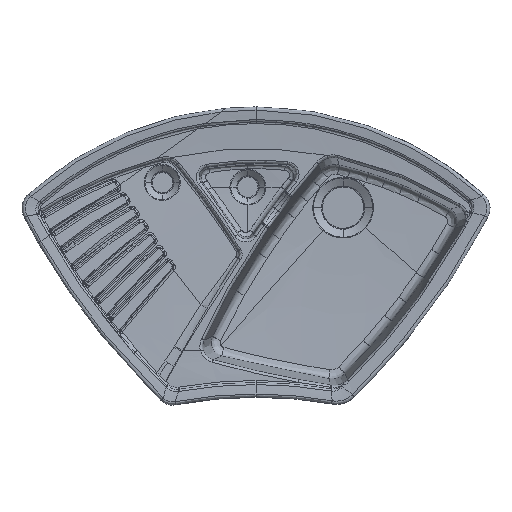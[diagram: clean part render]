
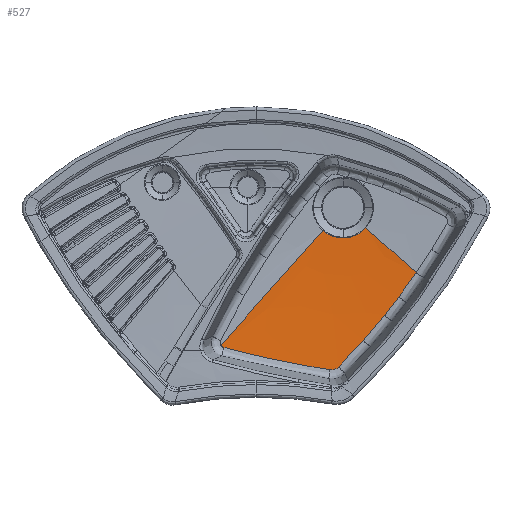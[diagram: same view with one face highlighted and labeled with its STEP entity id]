
A CAD part, top view. The second image highlights one B-rep face of the part: STEP entity #527.
In plain terms, the highlighted free-form (B-spline) face has degree [5, 2] with [6, 3] control points.
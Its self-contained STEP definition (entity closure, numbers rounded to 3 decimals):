
#527=ADVANCED_FACE('',(#2203),#1372,.T.);
#1372=B_SPLINE_SURFACE_WITH_KNOTS('',5,2,((#34779,#34780,#34781),(#34782,
#34783,#34784),(#34785,#34786,#34787),(#34788,#34789,#34790),(#34791,#34792,
#34793),(#34794,#34795,#34796)),.UNSPECIFIED.,.F.,.F.,.F.,(6,6),(3,3),(0.,
1.),(0.,1.),.UNSPECIFIED.);
#2203=FACE_OUTER_BOUND('',#3083,.T.);
#3083=EDGE_LOOP('',(#5729,#5730,#5731,#5732,#5733,#5734,#5735,#5736,#5737,
#5738,#5739,#5740,#5741));
#5729=ORIENTED_EDGE('',*,*,#11818,.T.);
#5730=ORIENTED_EDGE('',*,*,#11819,.T.);
#5731=ORIENTED_EDGE('',*,*,#11821,.T.);
#5732=ORIENTED_EDGE('',*,*,#11824,.T.);
#5733=ORIENTED_EDGE('',*,*,#11823,.T.);
#5734=ORIENTED_EDGE('',*,*,#12562,.F.);
#5735=ORIENTED_EDGE('',*,*,#12563,.F.);
#5736=ORIENTED_EDGE('',*,*,#12564,.F.);
#5737=ORIENTED_EDGE('',*,*,#12565,.F.);
#5738=ORIENTED_EDGE('',*,*,#12566,.F.);
#5739=ORIENTED_EDGE('',*,*,#12567,.F.);
#5740=ORIENTED_EDGE('',*,*,#12568,.F.);
#5741=ORIENTED_EDGE('',*,*,#12558,.T.);
#9609=VERTEX_POINT('',#23626);
#9709=VERTEX_POINT('',#25373);
#9713=VERTEX_POINT('',#25438);
#9714=VERTEX_POINT('',#25486);
#9715=VERTEX_POINT('',#25512);
#9717=VERTEX_POINT('',#25518);
#10228=VERTEX_POINT('',#34714);
#10231=VERTEX_POINT('',#34751);
#10232=VERTEX_POINT('',#34755);
#10233=VERTEX_POINT('',#34763);
#10234=VERTEX_POINT('',#34767);
#10235=VERTEX_POINT('',#34771);
#10236=VERTEX_POINT('',#34775);
#11818=EDGE_CURVE('',#9709,#9713,#14666,.T.);
#11819=EDGE_CURVE('',#9713,#9609,#14667,.T.);
#11821=EDGE_CURVE('',#9609,#9714,#14669,.T.);
#11823=EDGE_CURVE('',#9717,#9715,#14671,.T.);
#11824=EDGE_CURVE('',#9714,#9717,#14672,.T.);
#12558=EDGE_CURVE('',#10228,#9709,#15404,.T.);
#12562=EDGE_CURVE('',#10231,#9715,#15408,.T.);
#12563=EDGE_CURVE('',#10232,#10231,#15409,.T.);
#12564=EDGE_CURVE('',#10233,#10232,#15410,.T.);
#12565=EDGE_CURVE('',#10234,#10233,#15411,.T.);
#12566=EDGE_CURVE('',#10235,#10234,#15412,.T.);
#12567=EDGE_CURVE('',#10236,#10235,#15413,.T.);
#12568=EDGE_CURVE('',#10228,#10236,#15414,.T.);
#14666=B_SPLINE_CURVE_WITH_KNOTS('',3,(#25439,#25440,#25441,#25442),
 .UNSPECIFIED.,.F.,.F.,(4,4),(0.,1.),.UNSPECIFIED.);
#14667=B_SPLINE_CURVE_WITH_KNOTS('',3,(#25459,#25460,#25461,#25462),
 .UNSPECIFIED.,.F.,.F.,(4,4),(0.,1.),.UNSPECIFIED.);
#14669=B_SPLINE_CURVE_WITH_KNOTS('',2,(#25487,#25488,#25489),
 .UNSPECIFIED.,.F.,.F.,(3,3),(0.,1.),.UNSPECIFIED.);
#14671=B_SPLINE_CURVE_WITH_KNOTS('',3,(#25514,#25515,#25516,#25517),
 .UNSPECIFIED.,.F.,.F.,(4,4),(0.,1.),.UNSPECIFIED.);
#14672=B_SPLINE_CURVE_WITH_KNOTS('',3,(#25519,#25520,#25521,#25522),
 .UNSPECIFIED.,.F.,.F.,(4,4),(0.,1.),.UNSPECIFIED.);
#15404=B_SPLINE_CURVE_WITH_KNOTS('',2,(#34711,#34712,#34713),
 .UNSPECIFIED.,.F.,.F.,(3,3),(0.,1.),.UNSPECIFIED.);
#15408=B_SPLINE_CURVE_WITH_KNOTS('',2,(#34748,#34749,#34750),
 .UNSPECIFIED.,.F.,.F.,(3,3),(0.,1.),.UNSPECIFIED.);
#15409=B_SPLINE_CURVE_WITH_KNOTS('',2,(#34752,#34753,#34754),
 .UNSPECIFIED.,.F.,.F.,(3,3),(0.,1.),.UNSPECIFIED.);
#15410=B_SPLINE_CURVE_WITH_KNOTS('',6,(#34756,#34757,#34758,#34759,#34760,
#34761,#34762),.UNSPECIFIED.,.F.,.F.,(7,7),(0.,1.),.UNSPECIFIED.);
#15411=B_SPLINE_CURVE_WITH_KNOTS('',2,(#34764,#34765,#34766),
 .UNSPECIFIED.,.F.,.F.,(3,3),(0.,1.),.UNSPECIFIED.);
#15412=B_SPLINE_CURVE_WITH_KNOTS('',2,(#34768,#34769,#34770),
 .UNSPECIFIED.,.F.,.F.,(3,3),(0.,1.),.UNSPECIFIED.);
#15413=B_SPLINE_CURVE_WITH_KNOTS('',2,(#34772,#34773,#34774),
 .UNSPECIFIED.,.F.,.F.,(3,3),(0.,1.),.UNSPECIFIED.);
#15414=B_SPLINE_CURVE_WITH_KNOTS('',2,(#34776,#34777,#34778),
 .UNSPECIFIED.,.F.,.F.,(3,3),(0.,1.),.UNSPECIFIED.);
#23626=CARTESIAN_POINT('',(139.591,-91.416,-184.997));
#25373=CARTESIAN_POINT('',(228.954,-86.184,-184.997));
#25438=CARTESIAN_POINT('',(181.657,-107.416,-184.997));
#25439=CARTESIAN_POINT('',(228.954,-86.184,-184.997));
#25440=CARTESIAN_POINT('',(216.582,-100.095,-184.997));
#25441=CARTESIAN_POINT('',(199.126,-107.416,-184.997));
#25442=CARTESIAN_POINT('',(181.657,-107.415,-184.997));
#25459=CARTESIAN_POINT('',(181.657,-107.415,-184.997));
#25460=CARTESIAN_POINT('',(166.656,-107.415,-184.997));
#25461=CARTESIAN_POINT('',(151.536,-102.04,-184.997));
#25462=CARTESIAN_POINT('',(139.591,-91.416,-184.997));
#25486=CARTESIAN_POINT('',(-73.313,-331.229,-174.26));
#25487=CARTESIAN_POINT('',(139.591,-91.416,-184.997));
#25488=CARTESIAN_POINT('',(33.035,-211.44,-184.403));
#25489=CARTESIAN_POINT('',(-73.312,-331.228,-174.261));
#25512=CARTESIAN_POINT('',(-66.825,-335.809,-174.311));
#25514=CARTESIAN_POINT('',(-67.352,-335.671,-174.296));
#25515=CARTESIAN_POINT('',(-67.175,-335.716,-174.301));
#25516=CARTESIAN_POINT('',(-67.001,-335.763,-174.306));
#25517=CARTESIAN_POINT('',(-66.825,-335.809,-174.311));
#25518=CARTESIAN_POINT('',(-67.352,-335.673,-174.296));
#25519=CARTESIAN_POINT('',(-73.314,-331.23,-174.26));
#25520=CARTESIAN_POINT('',(-71.94,-333.507,-174.21));
#25521=CARTESIAN_POINT('',(-69.74,-335.036,-174.229));
#25522=CARTESIAN_POINT('',(-67.352,-335.671,-174.296));
#34711=CARTESIAN_POINT('',(334.241,-179.657,-182.637));
#34712=CARTESIAN_POINT('',(281.62,-132.941,-184.736));
#34713=CARTESIAN_POINT('',(228.954,-86.184,-184.997));
#34714=CARTESIAN_POINT('',(334.24,-179.657,-182.637));
#34748=CARTESIAN_POINT('',(37.253,-360.688,-176.421));
#34749=CARTESIAN_POINT('',(-15.055,-349.516,-175.764));
#34750=CARTESIAN_POINT('',(-66.825,-335.809,-174.311));
#34751=CARTESIAN_POINT('',(37.253,-360.688,-176.421));
#34752=CARTESIAN_POINT('',(154.619,-382.459,-176.897));
#34753=CARTESIAN_POINT('',(95.601,-373.15,-177.154));
#34754=CARTESIAN_POINT('',(37.253,-360.688,-176.421));
#34755=CARTESIAN_POINT('',(154.619,-382.459,-176.897));
#34756=CARTESIAN_POINT('',(171.922,-376.735,-177.259));
#34757=CARTESIAN_POINT('',(169.669,-379.03,-177.132));
#34758=CARTESIAN_POINT('',(167.03,-380.834,-177.029));
#34759=CARTESIAN_POINT('',(164.106,-382.114,-176.952));
#34760=CARTESIAN_POINT('',(160.996,-382.834,-176.902));
#34761=CARTESIAN_POINT('',(157.801,-382.961,-176.883));
#34762=CARTESIAN_POINT('',(154.619,-382.459,-176.897));
#34763=CARTESIAN_POINT('',(171.923,-376.735,-177.259));
#34764=CARTESIAN_POINT('',(223.573,-321.349,-179.82));
#34765=CARTESIAN_POINT('',(198.459,-349.718,-178.752));
#34766=CARTESIAN_POINT('',(171.922,-376.735,-177.259));
#34767=CARTESIAN_POINT('',(223.574,-321.348,-179.82));
#34768=CARTESIAN_POINT('',(268.017,-268.693,-181.424));
#34769=CARTESIAN_POINT('',(246.413,-295.548,-180.791));
#34770=CARTESIAN_POINT('',(223.573,-321.349,-179.82));
#34771=CARTESIAN_POINT('',(268.017,-268.693,-181.424));
#34772=CARTESIAN_POINT('',(297.451,-230.85,-182.148));
#34773=CARTESIAN_POINT('',(283.044,-250.014,-181.864));
#34774=CARTESIAN_POINT('',(268.017,-268.693,-181.424));
#34775=CARTESIAN_POINT('',(297.451,-230.85,-182.148));
#34776=CARTESIAN_POINT('',(334.24,-179.657,-182.637));
#34777=CARTESIAN_POINT('',(316.396,-205.65,-182.521));
#34778=CARTESIAN_POINT('',(297.451,-230.85,-182.148));
#34779=CARTESIAN_POINT('',(228.406,-85.698,-185.));
#34780=CARTESIAN_POINT('',(382.809,-222.776,-184.263));
#34781=CARTESIAN_POINT('',(536.822,-359.507,-167.726));
#34782=CARTESIAN_POINT('',(214.769,-101.032,-185.));
#34783=CARTESIAN_POINT('',(324.211,-288.753,-184.263));
#34784=CARTESIAN_POINT('',(433.377,-475.999,-167.726));
#34785=CARTESIAN_POINT('',(195.8,-109.709,-185.));
#34786=CARTESIAN_POINT('',(242.668,-326.124,-184.263));
#34787=CARTESIAN_POINT('',(289.418,-541.991,-167.726));
#34788=CARTESIAN_POINT('',(175.263,-110.912,-185.));
#34789=CARTESIAN_POINT('',(154.36,-331.354,-184.263));
#34790=CARTESIAN_POINT('',(133.511,-551.239,-167.726));
#34791=CARTESIAN_POINT('',(155.411,-104.506,-185.));
#34792=CARTESIAN_POINT('',(68.976,-303.87,-184.263));
#34793=CARTESIAN_POINT('',(-17.24,-502.729,-167.726));
#34794=CARTESIAN_POINT('',(140.077,-90.869,-185.));
#34795=CARTESIAN_POINT('',(3.,-245.272,-184.263));
#34796=CARTESIAN_POINT('',(-133.732,-399.284,-167.726));
